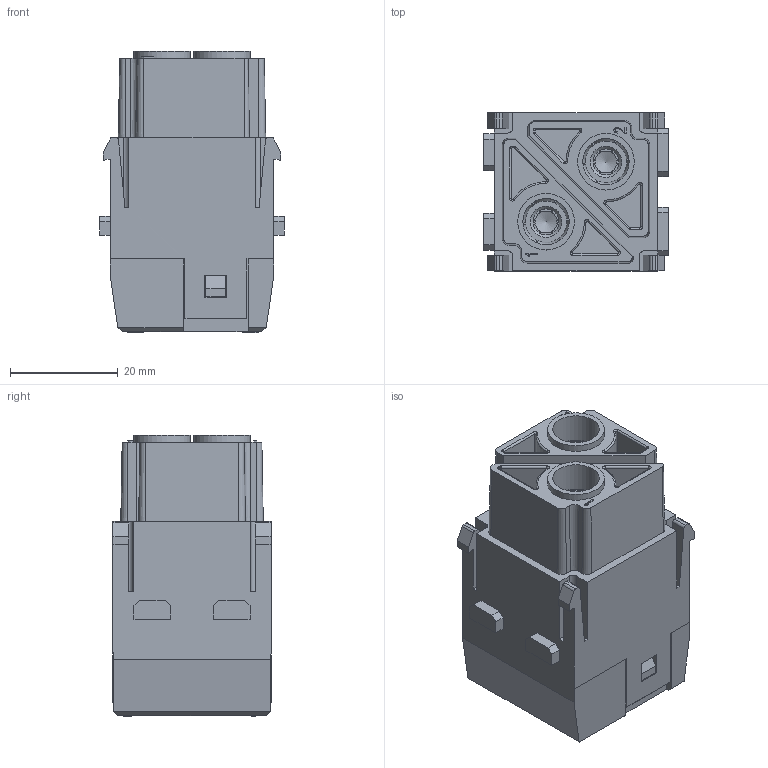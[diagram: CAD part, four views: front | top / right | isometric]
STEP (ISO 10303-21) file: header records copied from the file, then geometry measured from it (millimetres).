
FILE_DESCRIPTION (( 'STEP AP203' ), '1' );
FILE_NAME ('FH2MK002-F0024GYE0 H2MK-002.1-F.step', '2026-02-09T01:49:03', ( '' ), ( '' ), 'SwSTEP 2.0', 'SolidWorks 2021', '' );
FILE_SCHEMA (( 'CONFIG_CONTROL_DESIGN' ));
Products named in the file (1): FH2MK002-F0024GYE0  H2MK-002.1-F
Bounding box: 34.2 x 29.3 x 52.2 mm (x, y, z)
Volume: 25702.7 mm3; surface area: 29510.8 mm2
Topology: 1 solids, 1 shells, 873 faces, 2427 edges, 1571 vertices
Faces by surface type: plane 384, cylinder 205, bspline 142, cone 72, torus 68, sphere 2
Full cylindrical faces by diameter (mm): 2.3 x3, 4 x2, 4.8 x2, 6.05 x2, 6.65 x2, 7.2 x4, 7.55 x2, 8.25 x4, 8.4 x2, 8.6 x2, 10.5 x2, 11.7 x2, 12 x2, 13 x2, 13.3 x2
Entity records: 61652 total; most frequent: CARTESIAN_POINT 41370, ORIENTED_EDGE 4598, DIRECTION 3492, EDGE_CURVE 2299, VERTEX_POINT 1519, AXIS2_PLACEMENT_3D 1243, EDGE_LOOP 1008, LINE 1006
